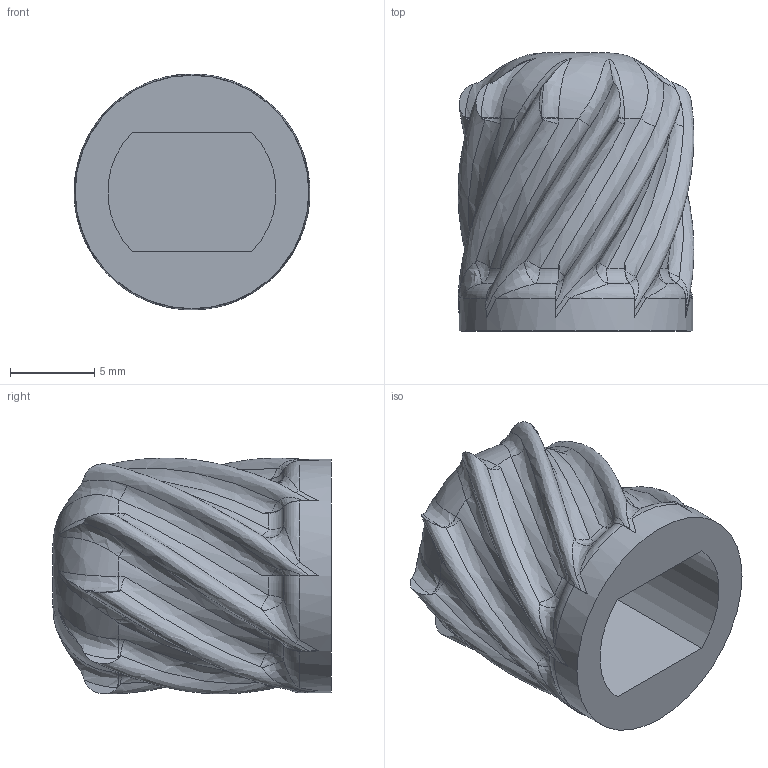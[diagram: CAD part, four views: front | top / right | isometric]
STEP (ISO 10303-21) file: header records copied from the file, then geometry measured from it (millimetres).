
FILE_DESCRIPTION(/* description */ (''),/* implementation_level */ '2;1');
FILE_NAME(/* name */ 'V0.0.1.propeller-launcher-single.stp',/* time_stamp */ '2024-09-20T23:13:34+01:00',/* author */ ('iwheard'),/* organization */ (''),/* preprocessor_version */ 'ST-DEVELOPER v19',/* originating_system */ 'Autodesk Inventor 2023',/* authorisation */ '');
FILE_SCHEMA (('AUTOMOTIVE_DESIGN { 1 0 10303 214 3 1 1 }'));
Length unit declared in the file: millimetre
Products named in the file (1): propeller-launcher-single
Bounding box: 13.99 x 16.5 x 13.99 mm (x, y, z)
Volume: 1090.3 mm3; surface area: 1396.4 mm2
Topology: 1 solids, 1 shells, 162 faces, 459 edges, 300 vertices
Faces by surface type: bspline 100, plane 23, cylinder 21, torus 18
Full cylindrical faces by diameter (mm): 13.85 x1
Entity records: 9073 total; most frequent: CARTESIAN_POINT 5528, ORIENTED_EDGE 918, DIRECTION 464, EDGE_CURVE 459, VERTEX_POINT 300, B_SPLINE_CURVE_WITH_KNOTS 271, AXIS2_PLACEMENT_3D 214, EDGE_LOOP 163
